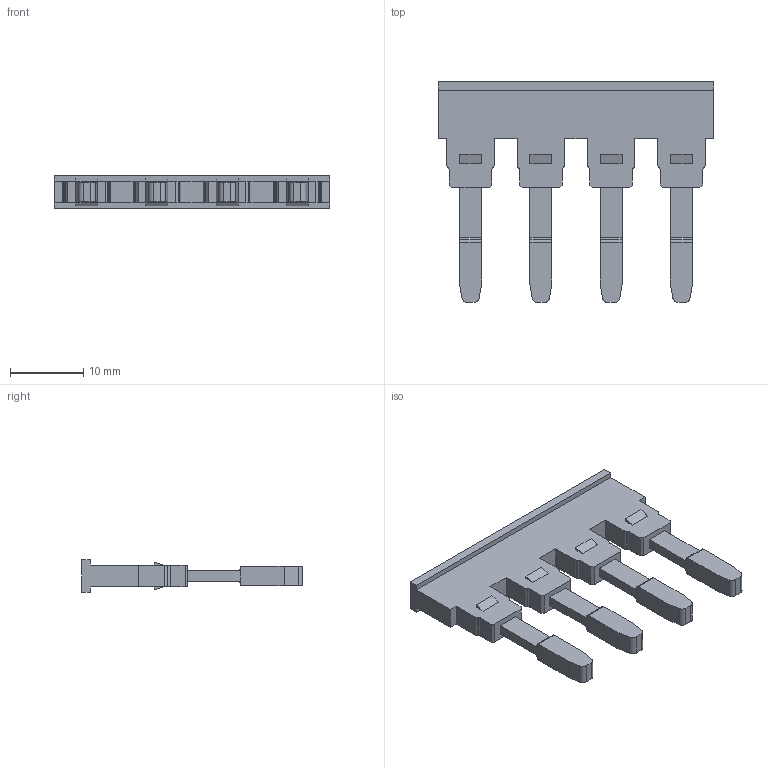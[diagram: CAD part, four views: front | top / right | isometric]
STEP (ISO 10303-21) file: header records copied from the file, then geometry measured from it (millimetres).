
FILE_DESCRIPTION (( 'STEP AP203' ), '1' );
FILE_NAME ('4''LÜ - 10 ÜST KÖPRÜ.STEP', '2020-03-24T14:16:33', ( '' ), ( '' ), 'SwSTEP 2.0', 'SolidWorks 2011', '' );
FILE_SCHEMA (( 'CONFIG_CONTROL_DESIGN' ));
Length unit declared in the file: millimetre
Products named in the file (1): 4''Lﾜ - 10 ﾜST KﾖPRﾜ
Bounding box: 37.6 x 30.16 x 4.5 mm (x, y, z)
Volume: 1833.8 mm3; surface area: 2114 mm2
Topology: 1 solids, 1 shells, 170 faces, 460 edges, 304 vertices
Faces by surface type: plane 130, cylinder 40
Entity records: 5409 total; most frequent: CARTESIAN_POINT 1015, ORIENTED_EDGE 920, DIRECTION 850, EDGE_CURVE 460, LINE 380, VECTOR 380, VERTEX_POINT 304, AXIS2_PLACEMENT_3D 235
